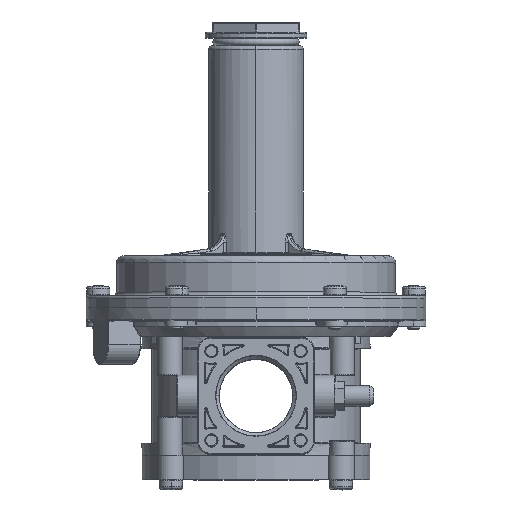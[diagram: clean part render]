
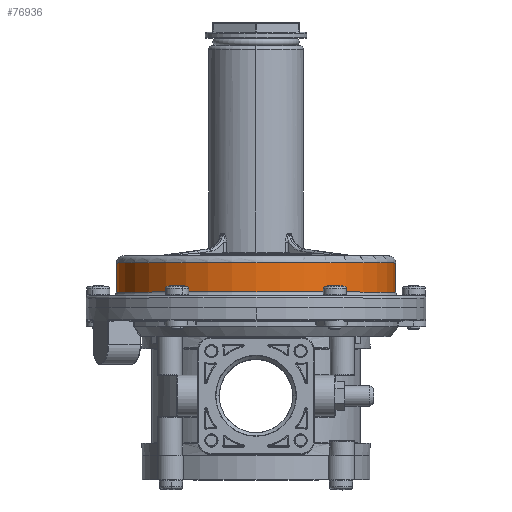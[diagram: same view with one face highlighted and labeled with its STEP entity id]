
A CAD part, top view. The second image highlights one B-rep face of the part: STEP entity #76936.
In plain terms, the highlighted cylindrical face has radius 57.5 mm (diameter 115 mm), a partial arc.
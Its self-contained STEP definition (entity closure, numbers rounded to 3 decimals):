
#64747=CARTESIAN_POINT('',(0.,18.5,0.));
#64748=DIRECTION('',(0.,-1.,0.));
#64749=DIRECTION('',(-1.,0.,0.));
#64750=AXIS2_PLACEMENT_3D('',#64747,#64748,#64749);
#67415=CARTESIAN_POINT('',(0.,6.5,0.));
#67416=DIRECTION('',(0.,1.,0.));
#67417=DIRECTION('',(1.,0.,0.));
#67418=AXIS2_PLACEMENT_3D('',#67415,#67416,#67417);
#67420=DIRECTION('',(0.,-1.,0.));
#67421=VECTOR('',#67420,12.);
#67422=CARTESIAN_POINT('',(57.5,18.5,0.));
#67423=LINE('',#67422,#67421);
#67424=DIRECTION('',(0.,-1.,0.));
#67425=VECTOR('',#67424,12.);
#67426=CARTESIAN_POINT('',(-57.5,18.5,0.));
#67427=LINE('',#67426,#67425);
#69402=CARTESIAN_POINT('',(-57.5,18.5,0.));
#69404=VERTEX_POINT('',#69402);
#69405=CARTESIAN_POINT('',(57.5,18.5,0.));
#69406=VERTEX_POINT('',#69405);
#70019=CARTESIAN_POINT('',(57.5,6.5,0.));
#70020=CARTESIAN_POINT('',(-57.5,6.5,0.));
#70021=VERTEX_POINT('',#70019);
#70022=VERTEX_POINT('',#70020);
#76925=CARTESIAN_POINT('',(0.,-5.4,0.));
#76926=DIRECTION('',(0.,1.,0.));
#76927=DIRECTION('',(1.,0.,0.));
#76928=AXIS2_PLACEMENT_3D('',#76925,#76926,#76927);
#76929=CYLINDRICAL_SURFACE('',#76928,57.5);
#76930=ORIENTED_EDGE('',*,*,#76919,.F.);
#76931=ORIENTED_EDGE('',*,*,#72418,.F.);
#76932=ORIENTED_EDGE('',*,*,#72030,.F.);
#76933=ORIENTED_EDGE('',*,*,#72414,.T.);
#76934=EDGE_LOOP('',(#76930,#76931,#76932,#76933));
#76935=FACE_OUTER_BOUND('',#76934,.F.);
#76936=ADVANCED_FACE('',(#76935),#76929,.T.);
#64751=CIRCLE('',#64750,57.5);
#67419=CIRCLE('',#67418,57.5);
#72030=EDGE_CURVE('',#69404,#69406,#64751,.T.);
#72414=EDGE_CURVE('',#69404,#70022,#67427,.T.);
#72418=EDGE_CURVE('',#69406,#70021,#67423,.T.);
#76919=EDGE_CURVE('',#70021,#70022,#67419,.T.);
